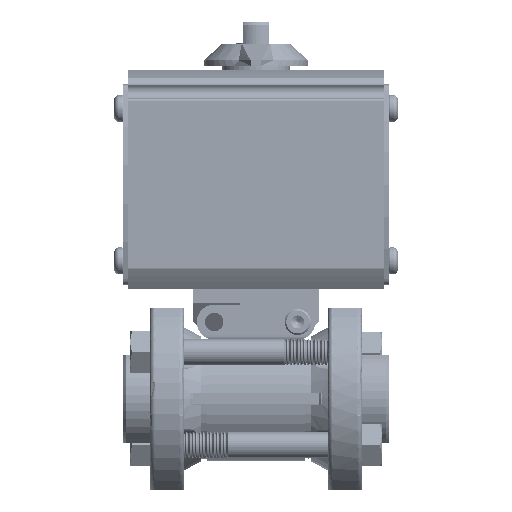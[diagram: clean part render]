
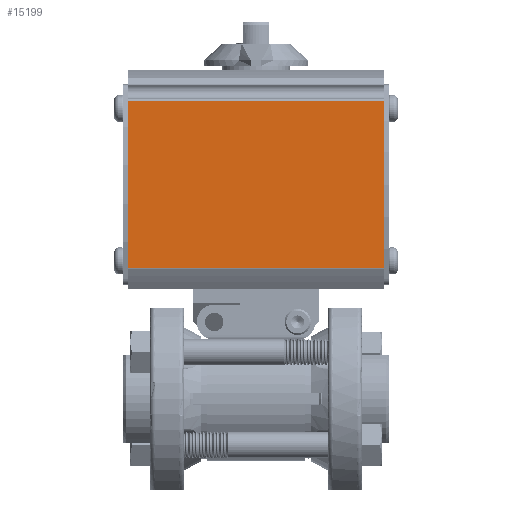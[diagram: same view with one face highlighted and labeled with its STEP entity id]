
A CAD part, top view. The second image highlights one B-rep face of the part: STEP entity #15199.
In plain terms, the highlighted planar face has unit normal (0, 0, 1).
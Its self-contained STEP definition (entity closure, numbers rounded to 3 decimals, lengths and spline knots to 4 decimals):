
#1849 = EDGE_CURVE ( 'NONE', #98376, #70511, #42145, .T. ) ;
#11169 = CARTESIAN_POINT ( 'NONE',  ( 1.5275, 1.5679, 1.17 ) ) ;
#11736 = ORIENTED_EDGE ( 'NONE', *, *, #29347, .T. ) ;
#14834 = LINE ( 'NONE', #31965, #62967 ) ;
#14879 = VECTOR ( 'NONE', #98885, 39.3701 ) ;
#15199 = ADVANCED_FACE ( 'NONE', ( #46571 ), #77963, .F. ) ;
#16547 = DIRECTION ( 'NONE',  ( 0., 0., -1. ) ) ;
#21632 = ORIENTED_EDGE ( 'NONE', *, *, #1849, .F. ) ;
#23685 = DIRECTION ( 'NONE',  ( 0., -1., 0. ) ) ;
#29347 = EDGE_CURVE ( 'NONE', #98376, #60622, #14834, .T. ) ;
#31965 = CARTESIAN_POINT ( 'NONE',  ( -5.0403, 1.5679, 1.17 ) ) ;
#38378 = LINE ( 'NONE', #44330, #92782 ) ;
#41186 = EDGE_LOOP ( 'NONE', ( #123073, #65658, #21632, #11736 ) ) ;
#42145 = LINE ( 'NONE', #98439, #14879 ) ;
#44057 = DIRECTION ( 'NONE',  ( -1., 0., 0. ) ) ;
#44330 = CARTESIAN_POINT ( 'NONE',  ( 1.5275, 3.5694, 1.17 ) ) ;
#46425 = VECTOR ( 'NONE', #44057, 39.3701 ) ;
#46571 = FACE_OUTER_BOUND ( 'NONE', #41186, .T. ) ;
#49690 = LINE ( 'NONE', #105391, #46425 ) ;
#54544 = CARTESIAN_POINT ( 'NONE',  ( 1.5275, 3.5621, 1.17 ) ) ;
#60622 = VERTEX_POINT ( 'NONE', #11169 ) ;
#61881 = CARTESIAN_POINT ( 'NONE',  ( -1.5275, 1.5679, 1.17 ) ) ;
#62967 = VECTOR ( 'NONE', #103545, 39.3701 ) ;
#65658 = ORIENTED_EDGE ( 'NONE', *, *, #129300, .T. ) ;
#67661 = VERTEX_POINT ( 'NONE', #54544 ) ;
#70511 = VERTEX_POINT ( 'NONE', #111569 ) ;
#77514 = CARTESIAN_POINT ( 'NONE',  ( -5.0403, 3.5694, 1.17 ) ) ;
#77963 = PLANE ( 'NONE',  #96240 ) ;
#82225 = EDGE_CURVE ( 'NONE', #67661, #60622, #38378, .T. ) ;
#88188 = DIRECTION ( 'NONE',  ( 0., -1., 0. ) ) ;
#92782 = VECTOR ( 'NONE', #23685, 39.3701 ) ;
#96240 = AXIS2_PLACEMENT_3D ( 'NONE', #77514, #16547, #88188 ) ;
#98376 = VERTEX_POINT ( 'NONE', #61881 ) ;
#98439 = CARTESIAN_POINT ( 'NONE',  ( -1.5275, 3.5694, 1.17 ) ) ;
#98885 = DIRECTION ( 'NONE',  ( 0., 1., 0. ) ) ;
#103545 = DIRECTION ( 'NONE',  ( 1., 0., 0. ) ) ;
#105391 = CARTESIAN_POINT ( 'NONE',  ( -5.0403, 3.5621, 1.17 ) ) ;
#111569 = CARTESIAN_POINT ( 'NONE',  ( -1.5275, 3.5621, 1.17 ) ) ;
#123073 = ORIENTED_EDGE ( 'NONE', *, *, #82225, .F. ) ;
#129300 = EDGE_CURVE ( 'NONE', #67661, #70511, #49690, .T. ) ;
